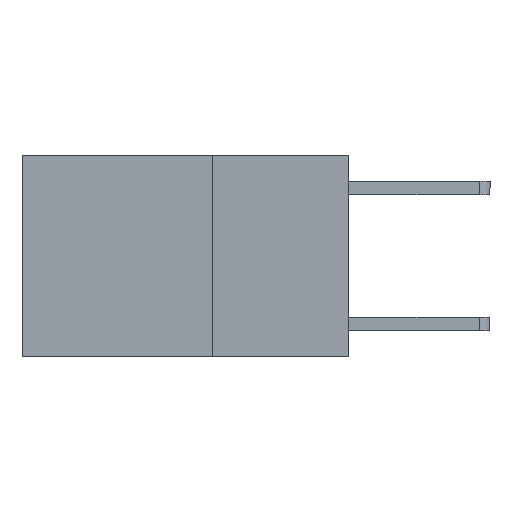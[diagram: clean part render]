
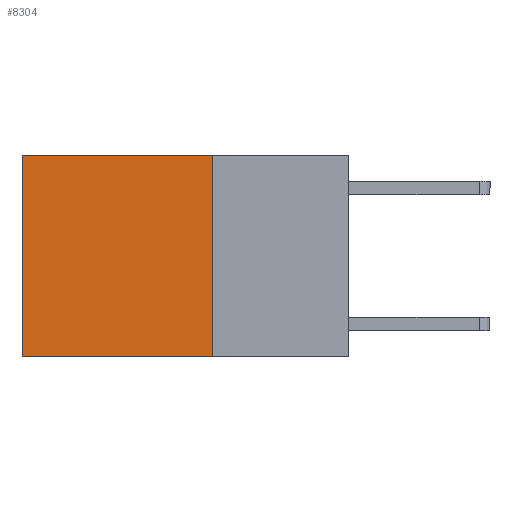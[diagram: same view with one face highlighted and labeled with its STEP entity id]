
A CAD part, left-side view. The second image highlights one B-rep face of the part: STEP entity #8304.
In plain terms, the highlighted planar face has unit normal (-1, 0, 0).
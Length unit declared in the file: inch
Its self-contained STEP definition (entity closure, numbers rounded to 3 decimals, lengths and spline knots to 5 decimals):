
#298 = DIRECTION ( 'NONE',  ( 0., 0., -1. ) ) ;
#372 = LINE ( 'NONE', #1071, #3937 ) ;
#399 = VERTEX_POINT ( 'NONE', #7126 ) ;
#519 = CARTESIAN_POINT ( 'NONE',  ( 0.2625, 0.25, 0. ) ) ;
#1071 = CARTESIAN_POINT ( 'NONE',  ( 0.2625, 0.25, 0. ) ) ;
#1147 = DIRECTION ( 'NONE',  ( 0., 1., 0. ) ) ;
#1231 = CARTESIAN_POINT ( 'NONE',  ( 0.2625, 0.25, -0.37 ) ) ;
#1784 = DIRECTION ( 'NONE',  ( 1., 0., 0. ) ) ;
#1912 = EDGE_CURVE ( 'NONE', #3419, #7724, #2586, .T. ) ;
#1980 = CARTESIAN_POINT ( 'NONE',  ( 0.2625, 0.6, 0. ) ) ;
#2202 = EDGE_CURVE ( 'NONE', #4422, #399, #5346, .T. ) ;
#2536 = EDGE_CURVE ( 'NONE', #3419, #4422, #372, .T. ) ;
#2586 = LINE ( 'NONE', #4703, #8420 ) ;
#2742 = ORIENTED_EDGE ( 'NONE', *, *, #2202, .F. ) ;
#3087 = VECTOR ( 'NONE', #6917, 39.37008 ) ;
#3419 = VERTEX_POINT ( 'NONE', #519 ) ;
#3937 = VECTOR ( 'NONE', #8124, 39.37008 ) ;
#4232 = EDGE_LOOP ( 'NONE', ( #6501, #2742, #8485, #5131 ) ) ;
#4422 = VERTEX_POINT ( 'NONE', #7289 ) ;
#4640 = DIRECTION ( 'NONE',  ( 0., 0., -1. ) ) ;
#4703 = CARTESIAN_POINT ( 'NONE',  ( 0.2625, 0.25, 0. ) ) ;
#4738 = PLANE ( 'NONE',  #4869 ) ;
#4869 = AXIS2_PLACEMENT_3D ( 'NONE', #8184, #1784, #4640 ) ;
#5131 = ORIENTED_EDGE ( 'NONE', *, *, #1912, .T. ) ;
#5346 = LINE ( 'NONE', #1231, #3087 ) ;
#5347 = FACE_OUTER_BOUND ( 'NONE', #4232, .T. ) ;
#5858 = EDGE_CURVE ( 'NONE', #7724, #399, #7441, .T. ) ;
#6501 = ORIENTED_EDGE ( 'NONE', *, *, #5858, .T. ) ;
#6548 = VECTOR ( 'NONE', #298, 39.37008 ) ;
#6917 = DIRECTION ( 'NONE',  ( 0., 1., 0. ) ) ;
#7126 = CARTESIAN_POINT ( 'NONE',  ( 0.2625, 0.6, -0.37 ) ) ;
#7289 = CARTESIAN_POINT ( 'NONE',  ( 0.2625, 0.25, -0.37 ) ) ;
#7441 = LINE ( 'NONE', #8008, #6548 ) ;
#7724 = VERTEX_POINT ( 'NONE', #1980 ) ;
#8008 = CARTESIAN_POINT ( 'NONE',  ( 0.2625, 0.6, 0. ) ) ;
#8124 = DIRECTION ( 'NONE',  ( 0., 0., -1. ) ) ;
#8184 = CARTESIAN_POINT ( 'NONE',  ( 0.2625, 0.25, 0. ) ) ;
#8304 = ADVANCED_FACE ( 'NONE', ( #5347 ), #4738, .F. ) ;
#8420 = VECTOR ( 'NONE', #1147, 39.37008 ) ;
#8485 = ORIENTED_EDGE ( 'NONE', *, *, #2536, .F. ) ;
